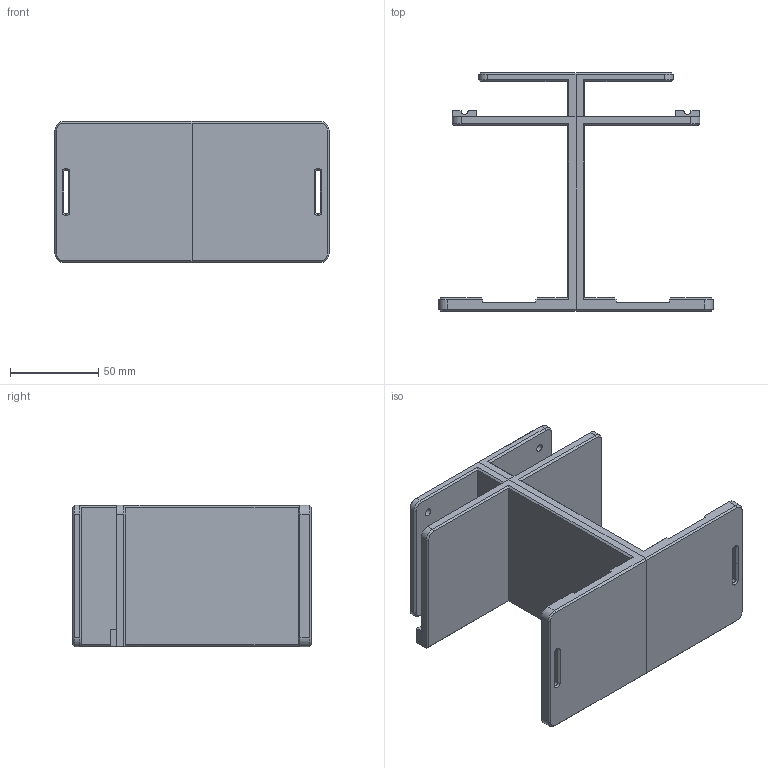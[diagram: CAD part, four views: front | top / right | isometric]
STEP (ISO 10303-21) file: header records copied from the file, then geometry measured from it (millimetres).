
FILE_DESCRIPTION(('FreeCAD Model'),'2;1');
FILE_NAME('Open CASCADE Shape Model','2023-09-21T09:47:01',('Author'),( ''),'Open CASCADE STEP processor 7.6','FreeCAD','Unknown');
FILE_SCHEMA(('AUTOMOTIVE_DESIGN { 1 0 10303 214 1 1 1 1 }'));
Length unit declared in the file: millimetre
Products named in the file (3): battery_frame_main_part; Body003; Clone (Mirror #1)
Assembly tree (2 placements, depth 2):
  battery_frame_main_part
    Body003
    Clone (Mirror #1)
Bounding box: 155 x 135 x 80 mm (x, y, z)
Volume: 272580.3 mm3; surface area: 111939.5 mm2
Topology: 2 solids, 2 shells, 172 faces, 420 edges, 252 vertices
Faces by surface type: plane 122, cone 26, cylinder 24
Full cylindrical faces by diameter (mm): 4.3 x4
Entity records: 5004 total; most frequent: CARTESIAN_POINT 847, DIRECTION 844, ORIENTED_EDGE 840, EDGE_CURVE 420, LINE 346, VECTOR 346, VERTEX_POINT 252, AXIS2_PLACEMENT_3D 249
